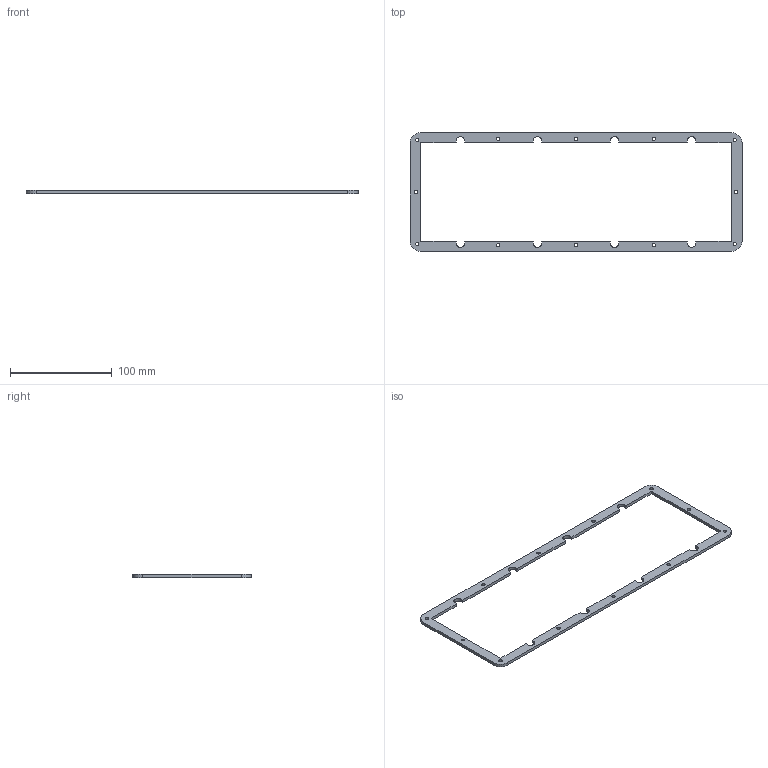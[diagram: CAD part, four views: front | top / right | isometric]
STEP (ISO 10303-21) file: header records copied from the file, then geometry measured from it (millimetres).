
FILE_DESCRIPTION(/* description */ (''),/* implementation_level */ '2;1');
FILE_NAME(/* name */ '3.step',/* time_stamp */ '2023-11-19T22:18:20+08:00',/* author */ (''),/* organization */ (''),/* preprocessor_version */ 'ST-DEVELOPER v20',/* originating_system */ 'Autodesk Translation Framework v12.14.0.127',/* authorisation */ '');
FILE_SCHEMA (('AUTOMOTIVE_DESIGN { 1 0 10303 214 3 1 1 }'));
Length unit declared in the file: millimetre
Products named in the file (1): Fusion 零部件
Bounding box: 325.85 x 116.3 x 3 mm (x, y, z)
Volume: 23695.7 mm3; surface area: 21381.5 mm2
Topology: 1 solids, 1 shells, 78 faces, 228 edges, 152 vertices
Faces by surface type: cylinder 36, plane 34, bspline 8
Full cylindrical faces by diameter (mm): 3.3 x12
Entity records: 2852 total; most frequent: CARTESIAN_POINT 671, ORIENTED_EDGE 456, DIRECTION 426, EDGE_CURVE 228, VERTEX_POINT 152, AXIS2_PLACEMENT_3D 143, LINE 140, VECTOR 140
